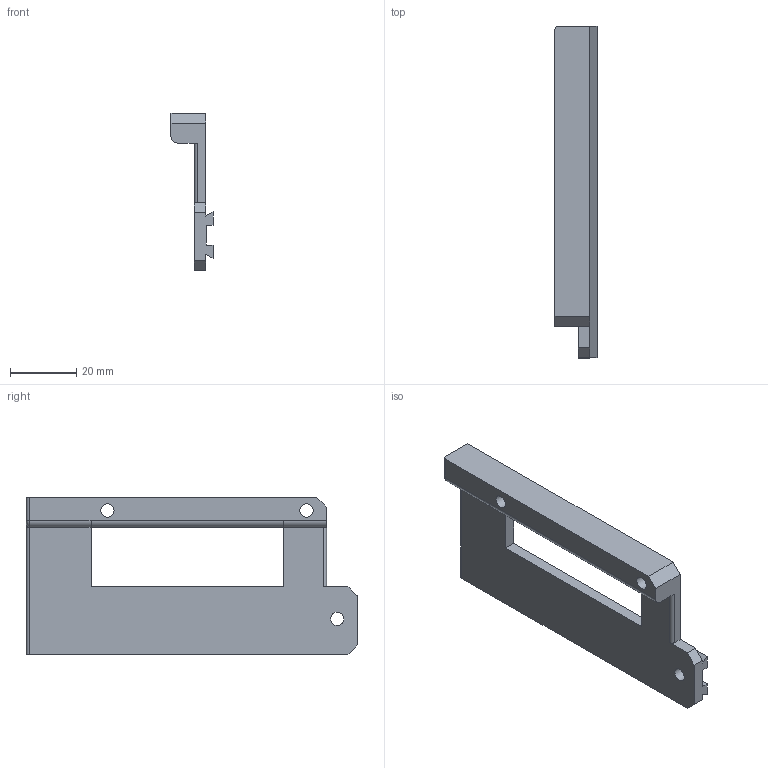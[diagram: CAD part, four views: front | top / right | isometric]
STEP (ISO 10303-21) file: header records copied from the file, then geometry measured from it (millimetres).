
FILE_DESCRIPTION(('FreeCAD Model'),'2;1');
FILE_NAME('Open CASCADE Shape Model','2024-08-18T18:57:57',(''),(''), 'Open CASCADE STEP processor 7.6','FreeCAD','Unknown');
FILE_SCHEMA(('AUTOMOTIVE_DESIGN { 1 0 10303 214 1 1 1 1 }'));
Length unit declared in the file: millimetre
Products named in the file (1): Corps
Bounding box: 12.67 x 100 x 47.5 mm (x, y, z)
Volume: 18629.3 mm3; surface area: 11173.2 mm2
Topology: 1 solids, 1 shells, 44 faces, 118 edges, 77 vertices
Faces by surface type: plane 29, cylinder 14, torus 1
Full cylindrical faces by diameter (mm): 4 x3, 6.5 x2
Entity records: 1715 total; most frequent: CARTESIAN_POINT 240, ORIENTED_EDGE 236, DIRECTION 233, EDGE_CURVE 118, LINE 93, VECTOR 93, VERTEX_POINT 77, AXIS2_PLACEMENT_3D 70
